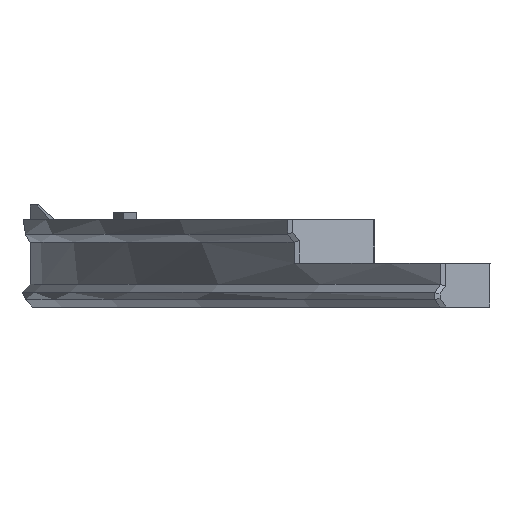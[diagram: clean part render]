
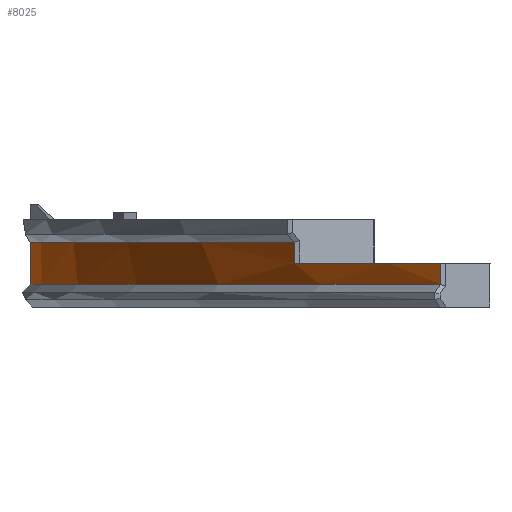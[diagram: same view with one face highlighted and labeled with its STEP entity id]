
A CAD part, left-side view. The second image highlights one B-rep face of the part: STEP entity #8025.
In plain terms, the highlighted cylindrical face has radius 178.9 mm (diameter 357.8 mm), a partial arc.
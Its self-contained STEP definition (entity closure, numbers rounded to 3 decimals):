
#91 = FACE_OUTER_BOUND ( 'NONE', #12714, .T. ) ;
#163 = AXIS2_PLACEMENT_3D ( 'NONE', #8340, #1208, #5223 ) ;
#167 = AXIS2_PLACEMENT_3D ( 'NONE', #6619, #5693, #12626 ) ;
#468 = VECTOR ( 'NONE', #2580, 1000. ) ;
#750 = DIRECTION ( 'NONE',  ( 0., 0., -1. ) ) ;
#1030 = VECTOR ( 'NONE', #6461, 1000. ) ;
#1149 = CARTESIAN_POINT ( 'NONE',  ( -130.263, -23.047, 140.752 ) ) ;
#1208 = DIRECTION ( 'NONE',  ( 0., 0., -1. ) ) ;
#1354 = ORIENTED_EDGE ( 'NONE', *, *, #7866, .T. ) ;
#1692 = CARTESIAN_POINT ( 'NONE',  ( -107.897, -2.971, 146.572 ) ) ;
#1732 = CARTESIAN_POINT ( 'NONE',  ( 0., -145.672, 140.772 ) ) ;
#1768 = VERTEX_POINT ( 'NONE', #10883 ) ;
#1803 = CIRCLE ( 'NONE', #7703, 178.9 ) ;
#2035 = VERTEX_POINT ( 'NONE', #7434 ) ;
#2138 = CARTESIAN_POINT ( 'NONE',  ( -130.253, -23.037, 140.772 ) ) ;
#2486 = B_SPLINE_CURVE_WITH_KNOTS ( 'NONE', 3,
 ( #11669, #6644, #10683, #1692 ),
 .UNSPECIFIED., .F., .F.,
 ( 4, 4 ),
 ( 0., 1. ),
 .UNSPECIFIED. ) ;
#2580 = DIRECTION ( 'NONE',  ( 0., 0., -1. ) ) ;
#2954 = ORIENTED_EDGE ( 'NONE', *, *, #12811, .T. ) ;
#3178 = EDGE_CURVE ( 'NONE', #6039, #2035, #1803, .T. ) ;
#3337 = VECTOR ( 'NONE', #9995, 1000. ) ;
#3738 = EDGE_CURVE ( 'NONE', #6039, #6964, #9836, .T. ) ;
#4127 = VERTEX_POINT ( 'NONE', #9268 ) ;
#4238 = CYLINDRICAL_SURFACE ( 'NONE', #163, 178.9 ) ;
#4257 = CARTESIAN_POINT ( 'NONE',  ( 0., -145.672, 146.572 ) ) ;
#5223 = DIRECTION ( 'NONE',  ( 0., 1., 0. ) ) ;
#5693 = DIRECTION ( 'NONE',  ( 0., 0., 1. ) ) ;
#5900 = ORIENTED_EDGE ( 'NONE', *, *, #12285, .T. ) ;
#5916 = EDGE_CURVE ( 'NONE', #1768, #2035, #9600, .T. ) ;
#6039 = VERTEX_POINT ( 'NONE', #9999 ) ;
#6168 = DIRECTION ( 'NONE',  ( 0., 0., -1. ) ) ;
#6309 = CIRCLE ( 'NONE', #10136, 178.9 ) ;
#6461 = DIRECTION ( 'NONE',  ( 0., 0., 1. ) ) ;
#6619 = CARTESIAN_POINT ( 'NONE',  ( 0., -145.672, 143.672 ) ) ;
#6621 = DIRECTION ( 'NONE',  ( 0., 1., 0. ) ) ;
#6639 = ORIENTED_EDGE ( 'NONE', *, *, #12614, .T. ) ;
#6644 = CARTESIAN_POINT ( 'NONE',  ( -107.897, -2.971, 146.572 ) ) ;
#6942 = CARTESIAN_POINT ( 'NONE',  ( -107.897, -2.971, 138.672 ) ) ;
#6964 = VERTEX_POINT ( 'NONE', #12749 ) ;
#7062 = CARTESIAN_POINT ( 'NONE',  ( -130.263, -23.047, 143.672 ) ) ;
#7178 = CARTESIAN_POINT ( 'NONE',  ( -107.897, -2.971, 146.572 ) ) ;
#7411 = CARTESIAN_POINT ( 'NONE',  ( 0., 33.228, 138.672 ) ) ;
#7434 = CARTESIAN_POINT ( 'NONE',  ( 0., 33.228, 140.772 ) ) ;
#7496 = ORIENTED_EDGE ( 'NONE', *, *, #5916, .T. ) ;
#7703 = AXIS2_PLACEMENT_3D ( 'NONE', #1732, #750, #6621 ) ;
#7866 = EDGE_CURVE ( 'NONE', #8521, #11337, #2486, .T. ) ;
#8025 = ADVANCED_FACE ( 'NONE', ( #91 ), #4238, .T. ) ;
#8242 = ORIENTED_EDGE ( 'NONE', *, *, #8872, .F. ) ;
#8340 = CARTESIAN_POINT ( 'NONE',  ( 0., -145.672, 138.672 ) ) ;
#8521 = VERTEX_POINT ( 'NONE', #12018 ) ;
#8872 = EDGE_CURVE ( 'NONE', #4127, #9829, #10734, .T. ) ;
#9268 = CARTESIAN_POINT ( 'NONE',  ( -107.897, -2.971, 143.672 ) ) ;
#9600 = LINE ( 'NONE', #7411, #468 ) ;
#9706 = CARTESIAN_POINT ( 'NONE',  ( -130.263, -23.047, 138.672 ) ) ;
#9829 = VERTEX_POINT ( 'NONE', #7062 ) ;
#9836 = B_SPLINE_CURVE_WITH_KNOTS ( 'NONE', 3,
 ( #2138, #10884, #10205, #1149 ),
 .UNSPECIFIED., .F., .F.,
 ( 4, 4 ),
 ( 0., 1. ),
 .UNSPECIFIED. ) ;
#9995 = DIRECTION ( 'NONE',  ( 0., 0., 1. ) ) ;
#9999 = CARTESIAN_POINT ( 'NONE',  ( -130.253, -23.037, 140.772 ) ) ;
#10094 = DIRECTION ( 'NONE',  ( 0., 1., 0. ) ) ;
#10136 = AXIS2_PLACEMENT_3D ( 'NONE', #4257, #6168, #10094 ) ;
#10141 = ORIENTED_EDGE ( 'NONE', *, *, #3178, .F. ) ;
#10205 = CARTESIAN_POINT ( 'NONE',  ( -130.26, -23.044, 140.759 ) ) ;
#10683 = CARTESIAN_POINT ( 'NONE',  ( -107.897, -2.971, 146.572 ) ) ;
#10734 = CIRCLE ( 'NONE', #167, 178.9 ) ;
#10883 = CARTESIAN_POINT ( 'NONE',  ( 0., 33.228, 146.572 ) ) ;
#10884 = CARTESIAN_POINT ( 'NONE',  ( -130.256, -23.04, 140.765 ) ) ;
#11337 = VERTEX_POINT ( 'NONE', #7178 ) ;
#11484 = LINE ( 'NONE', #9706, #1030 ) ;
#11669 = CARTESIAN_POINT ( 'NONE',  ( -107.897, -2.971, 146.573 ) ) ;
#12018 = CARTESIAN_POINT ( 'NONE',  ( -107.897, -2.971, 146.573 ) ) ;
#12285 = EDGE_CURVE ( 'NONE', #11337, #1768, #6309, .T. ) ;
#12510 = ORIENTED_EDGE ( 'NONE', *, *, #3738, .T. ) ;
#12614 = EDGE_CURVE ( 'NONE', #4127, #8521, #12810, .T. ) ;
#12626 = DIRECTION ( 'NONE',  ( 0., 1., 0. ) ) ;
#12714 = EDGE_LOOP ( 'NONE', ( #5900, #7496, #10141, #12510, #2954, #8242, #6639, #1354 ) ) ;
#12749 = CARTESIAN_POINT ( 'NONE',  ( -130.263, -23.047, 140.752 ) ) ;
#12810 = LINE ( 'NONE', #6942, #3337 ) ;
#12811 = EDGE_CURVE ( 'NONE', #6964, #9829, #11484, .T. ) ;
